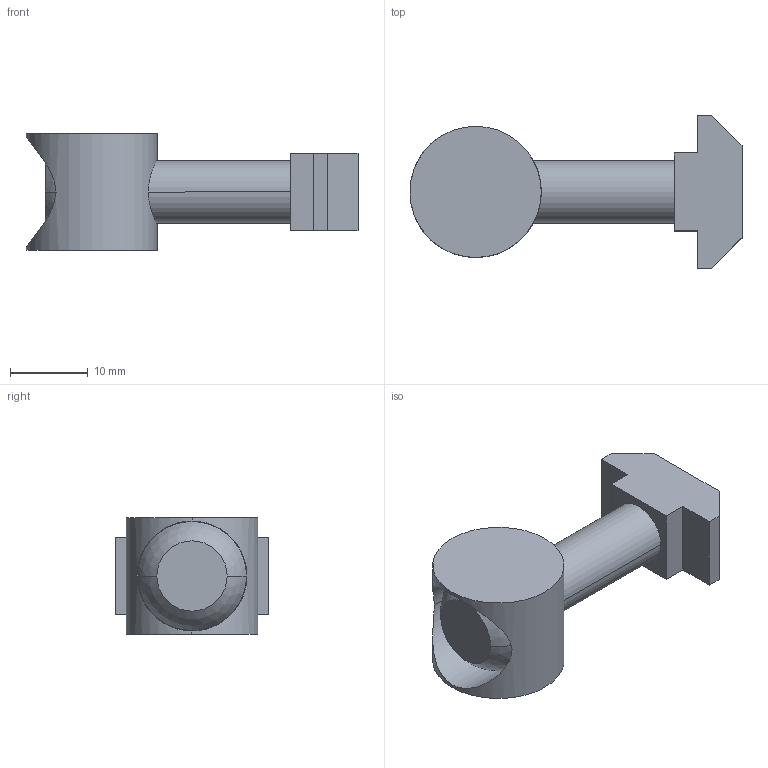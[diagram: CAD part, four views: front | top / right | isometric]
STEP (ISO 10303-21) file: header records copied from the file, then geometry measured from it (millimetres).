
FILE_DESCRIPTION(('STEP AP214'),'1');
FILE_NAME('cctmp_A8A8E2EF-BDDE-4A15-9817-343A43C7FA39_2024_12_16_15_21_08_0703_10544..stp','2024-12-16T14:21:08',('Bosch Rexroth AG'),('CADClick - www.CADClick.com'),'Spatial InterOp 3D',' ','unknown authorization - (Healing Option Enabled)');
FILE_SCHEMA(('AUTOMOTIVE_DESIGN'));
Length unit declared in the file: millimetre
Products named in the file (1): 2024_12_16_15_21_08_0687
Bounding box: 42.62 x 19.6 x 15 mm (x, y, z)
Volume: 4989.4 mm3; surface area: 3175.8 mm2
Topology: 1 solids, 1 shells, 32 faces, 76 edges, 50 vertices
Faces by surface type: plane 18, cylinder 12, sphere 2
Entity records: 1304 total; most frequent: CARTESIAN_POINT 271, DIRECTION 158, ORIENTED_EDGE 152, EDGE_CURVE 76, AXIS2_PLACEMENT_3D 57, VERTEX_POINT 50, LINE 44, VECTOR 44
